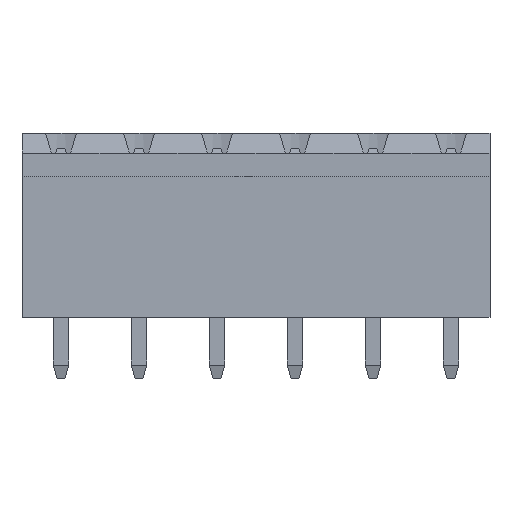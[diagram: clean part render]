
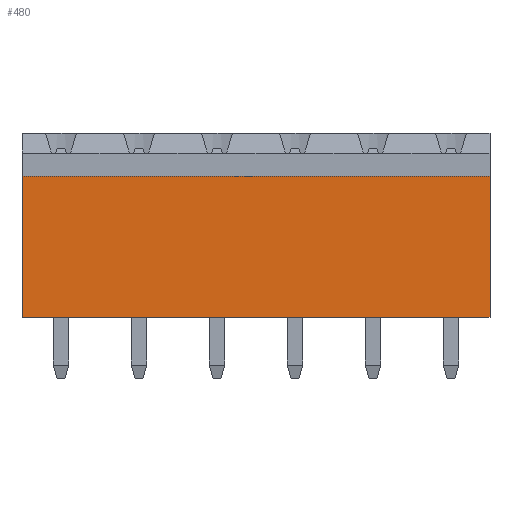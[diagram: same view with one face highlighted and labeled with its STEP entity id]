
A CAD part, front view. The second image highlights one B-rep face of the part: STEP entity #480.
In plain terms, the highlighted planar face has unit normal (0, -1, 0).
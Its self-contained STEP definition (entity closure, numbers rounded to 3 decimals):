
#480 = ADVANCED_FACE( '', ( #1063 ), #1064, .T. );
#1063 = FACE_OUTER_BOUND( '', #1782, .T. );
#1064 = PLANE( '', #1783 );
#1782 = EDGE_LOOP( '', ( #2908, #2909, #2910, #2911 ) );
#1783 = AXIS2_PLACEMENT_3D( '', #2912, #2913, #2914 );
#2908 = ORIENTED_EDGE( '', *, *, #4709, .F. );
#2909 = ORIENTED_EDGE( '', *, *, #4825, .F. );
#2910 = ORIENTED_EDGE( '', *, *, #4826, .F. );
#2911 = ORIENTED_EDGE( '', *, *, #4827, .T. );
#2912 = CARTESIAN_POINT( '', ( 16.24, -4.05, -6. ) );
#2913 = DIRECTION( '', ( 0., -1., 0. ) );
#2914 = DIRECTION( '', ( 0., 0., -1. ) );
#4709 = EDGE_CURVE( '', #5771, #5773, #5774, .T. );
#4825 = EDGE_CURVE( '', #5961, #5771, #5962, .T. );
#4826 = EDGE_CURVE( '', #5963, #5961, #5964, .T. );
#4827 = EDGE_CURVE( '', #5963, #5773, #5965, .T. );
#5771 = VERTEX_POINT( '', #7249 );
#5773 = VERTEX_POINT( '', #7252 );
#5774 = LINE( '', #7253, #7254 );
#5961 = VERTEX_POINT( '', #7532 );
#5962 = LINE( '', #7533, #7534 );
#5963 = VERTEX_POINT( '', #7535 );
#5964 = LINE( '', #7536, #7537 );
#5965 = LINE( '', #7538, #7539 );
#7249 = CARTESIAN_POINT( '', ( -15.24, -4.05, -6. ) );
#7252 = CARTESIAN_POINT( '', ( -15.24, -4.05, 3.2 ) );
#7253 = CARTESIAN_POINT( '', ( -15.24, -4.05, -6. ) );
#7254 = VECTOR( '', #8703, 1000. );
#7532 = CARTESIAN_POINT( '', ( 15.24, -4.05, -6. ) );
#7533 = CARTESIAN_POINT( '', ( 16.24, -4.05, -6. ) );
#7534 = VECTOR( '', #8798, 1000. );
#7535 = CARTESIAN_POINT( '', ( 15.24, -4.05, 3.2 ) );
#7536 = CARTESIAN_POINT( '', ( 15.24, -4.05, -6. ) );
#7537 = VECTOR( '', #8799, 1000. );
#7538 = CARTESIAN_POINT( '', ( 16.24, -4.05, 3.2 ) );
#7539 = VECTOR( '', #8800, 1000. );
#8703 = DIRECTION( '', ( 0., 0., 1. ) );
#8798 = DIRECTION( '', ( -1., 0., 0. ) );
#8799 = DIRECTION( '', ( 0., 0., -1. ) );
#8800 = DIRECTION( '', ( -1., 0., 0. ) );
